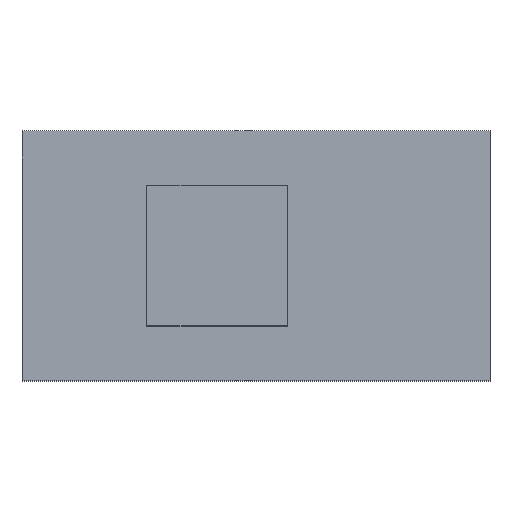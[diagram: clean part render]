
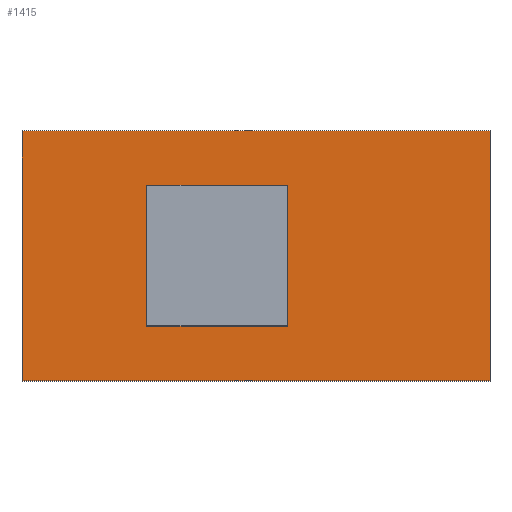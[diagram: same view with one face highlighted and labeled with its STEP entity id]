
A CAD part, top view. The second image highlights one B-rep face of the part: STEP entity #1415.
In plain terms, the highlighted planar face has unit normal (0, 0, 1).
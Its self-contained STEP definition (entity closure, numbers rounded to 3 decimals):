
#29=FACE_BOUND('',#186,.T.);
#108=FACE_OUTER_BOUND('',#185,.T.);
#185=EDGE_LOOP('',(#1206,#1207,#1208,#1209));
#186=EDGE_LOOP('',(#1210,#1211,#1212,#1213));
#191=LINE('',#1865,#365);
#195=LINE('',#1874,#369);
#197=LINE('',#1877,#371);
#198=LINE('',#1881,#372);
#202=LINE('',#1889,#376);
#205=LINE('',#1895,#379);
#208=LINE('',#1900,#382);
#361=LINE('',#2233,#535);
#365=VECTOR('',#1527,10.);
#369=VECTOR('',#1533,10.);
#371=VECTOR('',#1537,10.);
#372=VECTOR('',#1540,10.);
#376=VECTOR('',#1546,10.);
#379=VECTOR('',#1551,10.);
#382=VECTOR('',#1556,10.);
#535=VECTOR('',#1853,10.);
#537=VERTEX_POINT('',#1859);
#539=VERTEX_POINT('',#1863);
#541=VERTEX_POINT('',#1868);
#543=VERTEX_POINT('',#1872);
#544=VERTEX_POINT('',#1879);
#545=VERTEX_POINT('',#1880);
#548=VERTEX_POINT('',#1888);
#550=VERTEX_POINT('',#1894);
#663=EDGE_CURVE('',#537,#539,#191,.T.);
#667=EDGE_CURVE('',#541,#543,#195,.T.);
#669=EDGE_CURVE('',#539,#541,#197,.T.);
#670=EDGE_CURVE('',#544,#545,#198,.T.);
#674=EDGE_CURVE('',#545,#548,#202,.T.);
#677=EDGE_CURVE('',#548,#550,#205,.T.);
#680=EDGE_CURVE('',#550,#544,#208,.T.);
#845=EDGE_CURVE('',#543,#537,#361,.T.);
#1206=ORIENTED_EDGE('',*,*,#663,.T.);
#1207=ORIENTED_EDGE('',*,*,#669,.T.);
#1208=ORIENTED_EDGE('',*,*,#667,.T.);
#1209=ORIENTED_EDGE('',*,*,#845,.T.);
#1210=ORIENTED_EDGE('',*,*,#670,.T.);
#1211=ORIENTED_EDGE('',*,*,#674,.T.);
#1212=ORIENTED_EDGE('',*,*,#677,.T.);
#1213=ORIENTED_EDGE('',*,*,#680,.T.);
#1278=PLANE('',#1518);
#1415=ADVANCED_FACE('',(#108,#29),#1278,.T.);
#1518=AXIS2_PLACEMENT_3D('',#2232,#1851,#1852);
#1527=DIRECTION('',(0.,1.,0.));
#1533=DIRECTION('',(0.,-1.,0.));
#1537=DIRECTION('',(-1.,0.,0.));
#1540=DIRECTION('',(1.,0.,0.));
#1546=DIRECTION('',(0.,-1.,0.));
#1551=DIRECTION('',(-1.,0.,0.));
#1556=DIRECTION('',(0.,1.,0.));
#1851=DIRECTION('center_axis',(0.,0.,1.));
#1852=DIRECTION('ref_axis',(1.,0.,0.));
#1853=DIRECTION('',(1.,0.,0.));
#1859=CARTESIAN_POINT('',(6.325,-3.375,6.7));
#1863=CARTESIAN_POINT('',(6.325,3.375,6.7));
#1865=CARTESIAN_POINT('',(6.325,-1.688,6.7));
#1868=CARTESIAN_POINT('',(-6.325,3.375,6.7));
#1872=CARTESIAN_POINT('',(-6.325,-3.375,6.7));
#1874=CARTESIAN_POINT('',(-6.325,1.688,6.7));
#1877=CARTESIAN_POINT('',(9.75,3.375,6.7));
#1879=CARTESIAN_POINT('',(-2.95,1.9,6.7));
#1880=CARTESIAN_POINT('',(0.85,1.9,6.7));
#1881=CARTESIAN_POINT('',(0.425,1.9,6.7));
#1888=CARTESIAN_POINT('',(0.85,-1.9,6.7));
#1889=CARTESIAN_POINT('',(0.85,-0.95,6.7));
#1894=CARTESIAN_POINT('',(-2.95,-1.9,6.7));
#1895=CARTESIAN_POINT('',(-1.475,-1.9,6.7));
#1900=CARTESIAN_POINT('',(-2.95,0.95,6.7));
#2232=CARTESIAN_POINT('Origin',(0.,0.,6.7));
#2233=CARTESIAN_POINT('',(-9.75,-3.375,6.7));
